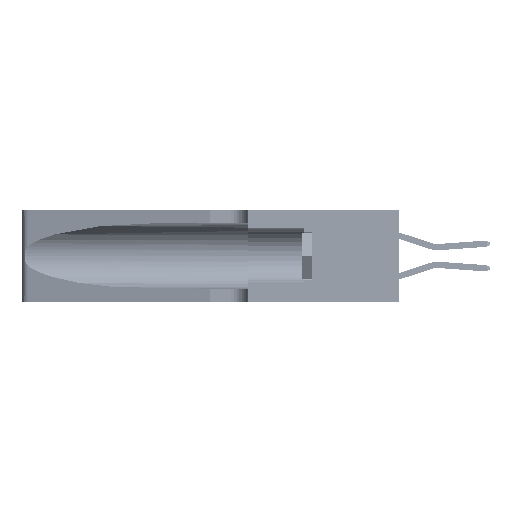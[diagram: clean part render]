
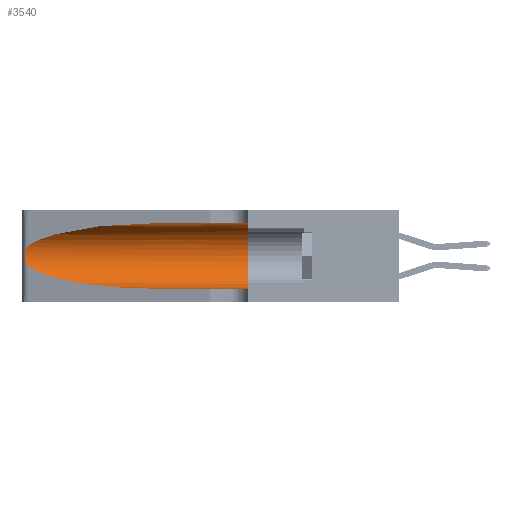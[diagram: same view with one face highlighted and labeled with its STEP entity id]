
A CAD part, left-side view. The second image highlights one B-rep face of the part: STEP entity #3540.
In plain terms, the highlighted cylindrical face has radius 3.308 mm (diameter 6.617 mm), a partial arc.
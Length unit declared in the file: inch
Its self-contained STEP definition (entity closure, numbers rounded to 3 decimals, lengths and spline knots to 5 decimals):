
#332 = CARTESIAN_POINT ( 'NONE',  ( 0.1305, 0.35, 0.31525 ) ) ;
#1052 = VERTEX_POINT ( 'NONE', #47030 ) ;
#1314 = CARTESIAN_POINT ( 'NONE',  ( 0.25789, 1.23486, 0.15765 ) ) ;
#1773 = EDGE_CURVE ( 'NONE', #41986, #32187, #48846, .T. ) ;
#1943 = CARTESIAN_POINT ( 'NONE',  ( 0.25487, 1.22718, 0.22369 ) ) ;
#1972 = ORIENTED_EDGE ( 'NONE', *, *, #23168, .F. ) ;
#3540 = ADVANCED_FACE ( 'NONE', ( #22892 ), #31309, .F. ) ;
#4158 = CARTESIAN_POINT ( 'NONE',  ( 0.1305, 1.61858, 0.185 ) ) ;
#4200 = CARTESIAN_POINT ( 'NONE',  ( 0.25487, 1.22718, 0.14631 ) ) ;
#5142 = ORIENTED_EDGE ( 'NONE', *, *, #25320, .T. ) ;
#5643 = CARTESIAN_POINT ( 'NONE',  ( 0.25555, 1.22993, 0.14849 ) ) ;
#8503 = CARTESIAN_POINT ( 'NONE',  ( 0.2373, 1.15595, 0.08982 ) ) ;
#10668 = CARTESIAN_POINT ( 'NONE',  ( 0.1305, 0.72297, 0.05475 ) ) ;
#11503 = CARTESIAN_POINT ( 'NONE',  ( 0.25487, 1.22718, 0.22369 ) ) ;
#11875 =( BOUNDED_CURVE ( )  B_SPLINE_CURVE ( 3, ( #4200, #8503, #12752, #16960 ),
 .UNSPECIFIED., .F., .T. ) 
 B_SPLINE_CURVE_WITH_KNOTS ( ( 4, 4 ),
 ( 3.44316, 4.71239 ),
 .UNSPECIFIED. ) 
 CURVE ( )  GEOMETRIC_REPRESENTATION_ITEM ( )  RATIONAL_B_SPLINE_CURVE ( ( 1., 0.87, 0.87, 1. ) ) 
 REPRESENTATION_ITEM ( '' )  );
#12752 = CARTESIAN_POINT ( 'NONE',  ( 0.18966, 0.96281, 0.05475 ) ) ;
#13361 = CARTESIAN_POINT ( 'NONE',  ( 0.25487, 1.22718, 0.14631 ) ) ;
#14002 = CARTESIAN_POINT ( 'NONE',  ( 0.25787, 1.23484, 0.2124 ) ) ;
#16850 = VERTEX_POINT ( 'NONE', #1943 ) ;
#16927 = DIRECTION ( 'NONE',  ( 0., -1., 0. ) ) ;
#16960 = CARTESIAN_POINT ( 'NONE',  ( 0.1305, 0.72297, 0.05475 ) ) ;
#18201 = CARTESIAN_POINT ( 'NONE',  ( 0.26018, 1.23835, 0.19895 ) ) ;
#18636 = DIRECTION ( 'NONE',  ( 0., 1., 0. ) ) ;
#22161 = VECTOR ( 'NONE', #45037, 39.37008 ) ;
#22245 = CARTESIAN_POINT ( 'NONE',  ( 0.25487, 1.22718, 0.22369 ) ) ;
#22420 = CARTESIAN_POINT ( 'NONE',  ( 0.26075, 1.23896, 0.178 ) ) ;
#22892 = FACE_OUTER_BOUND ( 'NONE', #30916, .T. ) ;
#23168 = EDGE_CURVE ( 'NONE', #1052, #49551, #23444, .T. ) ;
#23444 = LINE ( 'NONE', #32775, #22161 ) ;
#23980 = CARTESIAN_POINT ( 'NONE',  ( 0.18966, 0.96281, 0.31525 ) ) ;
#25320 = EDGE_CURVE ( 'NONE', #43061, #41986, #11875, .T. ) ;
#26575 = CARTESIAN_POINT ( 'NONE',  ( 0.1305, 1.61858, 0.05475 ) ) ;
#26591 = CARTESIAN_POINT ( 'NONE',  ( 0.25856, 1.23593, 0.16098 ) ) ;
#26911 = VECTOR ( 'NONE', #47133, 39.37008 ) ;
#29172 = ORIENTED_EDGE ( 'NONE', *, *, #41358, .F. ) ;
#30745 = CARTESIAN_POINT ( 'NONE',  ( 0.25639, 1.23186, 0.15144 ) ) ;
#30916 = EDGE_LOOP ( 'NONE', ( #44657, #33641, #5142, #53564, #29172, #1972 ) ) ;
#31309 = CYLINDRICAL_SURFACE ( 'NONE', #53781, 0.13025 ) ;
#32187 = VERTEX_POINT ( 'NONE', #50748 ) ;
#32694 = AXIS2_PLACEMENT_3D ( 'NONE', #43443, #18636, #47575 ) ;
#32775 = CARTESIAN_POINT ( 'NONE',  ( 0.1305, 1.61858, 0.31525 ) ) ;
#32927 =( BOUNDED_CURVE ( )  B_SPLINE_CURVE ( 3, ( #52865, #23980, #36443, #11503 ),
 .UNSPECIFIED., .F., .F. ) 
 B_SPLINE_CURVE_WITH_KNOTS ( ( 4, 4 ),
 ( 1.5708, 2.84003 ),
 .UNSPECIFIED. ) 
 CURVE ( )  GEOMETRIC_REPRESENTATION_ITEM ( )  RATIONAL_B_SPLINE_CURVE ( ( 1., 0.87, 0.87, 1. ) ) 
 REPRESENTATION_ITEM ( '' )  );
#33641 = ORIENTED_EDGE ( 'NONE', *, *, #46667, .T. ) ;
#33654 = CIRCLE ( 'NONE', #32694, 0.13025 ) ;
#34880 = CARTESIAN_POINT ( 'NONE',  ( 0.25487, 1.22718, 0.14631 ) ) ;
#36443 = CARTESIAN_POINT ( 'NONE',  ( 0.2373, 1.15595, 0.28018 ) ) ;
#38863 = CARTESIAN_POINT ( 'NONE',  ( 0.25639, 1.23184, 0.21858 ) ) ;
#41358 = EDGE_CURVE ( 'NONE', #49551, #32187, #33654, .T. ) ;
#41986 = VERTEX_POINT ( 'NONE', #10668 ) ;
#42528 = B_SPLINE_CURVE_WITH_KNOTS ( 'NONE', 3,
 ( #22245, #42844, #38863, #14002, #43013, #18201, #47155, #22420, #51307, #26591, #1314, #30745, #5643, #34880 ),
 .UNSPECIFIED., .F., .F.,
 ( 4, 2, 2, 2, 2, 2, 4 ),
 ( 0., 0.00027, 0.00053, 0.00107, 0.0016, 0.00187, 0.00214 ),
 .UNSPECIFIED. ) ;
#42844 = CARTESIAN_POINT ( 'NONE',  ( 0.25555, 1.22994, 0.2215 ) ) ;
#43013 = CARTESIAN_POINT ( 'NONE',  ( 0.25854, 1.2359, 0.20912 ) ) ;
#43061 = VERTEX_POINT ( 'NONE', #13361 ) ;
#43443 = CARTESIAN_POINT ( 'NONE',  ( 0.1305, 0.35, 0.185 ) ) ;
#44657 = ORIENTED_EDGE ( 'NONE', *, *, #49975, .T. ) ;
#45037 = DIRECTION ( 'NONE',  ( 0., -1., 0. ) ) ;
#45880 = DIRECTION ( 'NONE',  ( 0., 0., -1. ) ) ;
#46667 = EDGE_CURVE ( 'NONE', #16850, #43061, #42528, .T. ) ;
#47030 = CARTESIAN_POINT ( 'NONE',  ( 0.1305, 0.72297, 0.31525 ) ) ;
#47133 = DIRECTION ( 'NONE',  ( 0., -1., 0. ) ) ;
#47155 = CARTESIAN_POINT ( 'NONE',  ( 0.26075, 1.23896, 0.19203 ) ) ;
#47575 = DIRECTION ( 'NONE',  ( 0., 0., 1. ) ) ;
#48846 = LINE ( 'NONE', #26575, #26911 ) ;
#49551 = VERTEX_POINT ( 'NONE', #332 ) ;
#49975 = EDGE_CURVE ( 'NONE', #1052, #16850, #32927, .T. ) ;
#50748 = CARTESIAN_POINT ( 'NONE',  ( 0.1305, 0.35, 0.05475 ) ) ;
#51307 = CARTESIAN_POINT ( 'NONE',  ( 0.26017, 1.23833, 0.17102 ) ) ;
#52865 = CARTESIAN_POINT ( 'NONE',  ( 0.1305, 0.72297, 0.31525 ) ) ;
#53564 = ORIENTED_EDGE ( 'NONE', *, *, #1773, .T. ) ;
#53781 = AXIS2_PLACEMENT_3D ( 'NONE', #4158, #16927, #45880 ) ;
